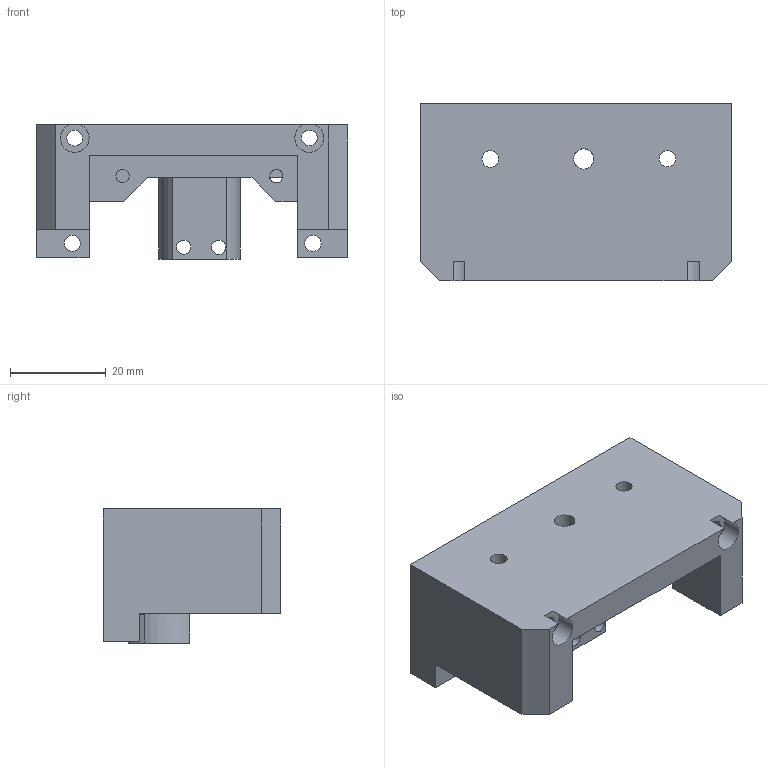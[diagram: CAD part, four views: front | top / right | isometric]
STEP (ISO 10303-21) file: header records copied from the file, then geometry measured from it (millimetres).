
FILE_DESCRIPTION(/* description */ ('STEP AP242','CAx-IF Rec.Pracs.---Representation and Presentation of Product Manufacturing Information (PMI)---4.0---2014-10-13','CAx-IF Rec.Pracs.---3D Tessellated Geometry---0.4---2014-09-14','2;1'),/* implementation_level */ '2;1');
FILE_NAME(/* name */ '65b060f004f16f19d2d0099b',/* time_stamp */ '2024-01-24T00:59:28Z',/* author */ (''),/* organization */ (''),/* preprocessor_version */ 'ST-DEVELOPER v19.4',/* originating_system */ ' ',/* authorisation */ ' ');
FILE_SCHEMA (('AP242_MANAGED_MODEL_BASED_3D_ENGINEERING_MIM_LF { 1 0 10303 442 1 1 4 }'));
Length unit declared in the file: metre
Products named in the file (1): Hotend_mount_v5
Bounding box: 64.95 x 37.07 x 28 mm (x, y, z)
Volume: 34353.8 mm3; surface area: 12714.1 mm2
Topology: 1 solids, 1 shells, 102 faces, 283 edges, 189 vertices
Faces by surface type: plane 79, cylinder 21, bspline 2
Full cylindrical faces by diameter (mm): 2.791 x3, 2.8 x1, 2.993 x2, 3.004 x2, 3.3 x2, 3.382 x1, 3.389 x1, 3.415 x1, 3.466 x1, 4.244 x1, 4.251 x1
Entity records: 3195 total; most frequent: CARTESIAN_POINT 570, ORIENTED_EDGE 522, DIRECTION 513, EDGE_CURVE 261, LINE 205, VECTOR 205, VERTEX_POINT 183, AXIS2_PLACEMENT_3D 154
